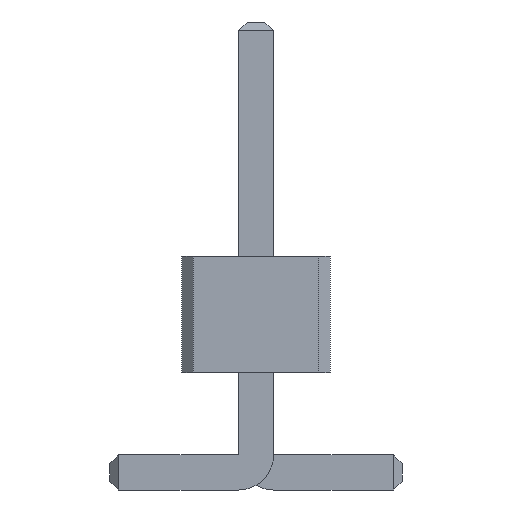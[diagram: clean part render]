
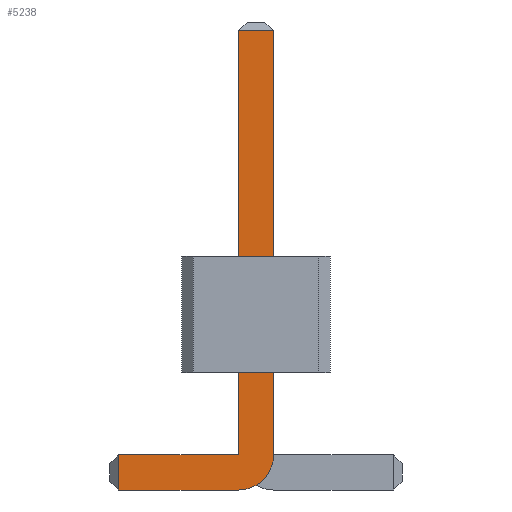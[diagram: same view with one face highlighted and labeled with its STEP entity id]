
A CAD part, front view. The second image highlights one B-rep face of the part: STEP entity #5238.
In plain terms, the highlighted planar face has unit normal (0, -1, 0).
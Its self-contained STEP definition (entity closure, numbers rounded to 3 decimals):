
#56=DIRECTION('',(0.,-1.,0.));
#67=DIRECTION('',(1.,0.,0.));
#1124=VECTOR('',#67,1.);
#1177=DIRECTION('',(-1.,0.,0.));
#2231=VECTOR('',#1177,1.);
#2399=DIRECTION('',(0.,0.,-1.));
#2418=VECTOR('',#2399,1.);
#5069=VECTOR('',#5070,1.);
#5070=DIRECTION('',(0.,0.,1.));
#5092=DIRECTION('',(-0.,-1.,-0.));
#5099=VERTEX_POINT('',#5100);
#5100=CARTESIAN_POINT('',(-1.175,-9.15,0.));
#5103=ORIENTED_EDGE('',*,*,#5104,.T.);
#5104=EDGE_CURVE('',#5099,#5105,#5107,.T.);
#5105=VERTEX_POINT('',#5106);
#5106=CARTESIAN_POINT('',(-0.15,-9.15,0.));
#5107=LINE('',#5108,#1124);
#5108=CARTESIAN_POINT('',(-1.25,-9.15,0.));
#5140=VERTEX_POINT('',#5141);
#5141=CARTESIAN_POINT('',(0.15,-9.15,0.3));
#5144=EDGE_CURVE('',#5105,#5140,#5145,.T.);
#5145=CIRCLE('',#5146,0.3);
#5146=AXIS2_PLACEMENT_3D('',#5147,#56,#2399);
#5147=CARTESIAN_POINT('',(-0.15,-9.15,0.3));
#5155=VERTEX_POINT('',#5147);
#5157=ORIENTED_EDGE('',*,*,#5158,.T.);
#5158=EDGE_CURVE('',#5155,#5159,#5161,.T.);
#5159=VERTEX_POINT('',#5160);
#5160=CARTESIAN_POINT('',(-1.175,-9.15,0.3));
#5161=LINE('',#5147,#2231);
#5171=ORIENTED_EDGE('',*,*,#5172,.T.);
#5172=EDGE_CURVE('',#5140,#5173,#5175,.T.);
#5173=VERTEX_POINT('',#5174);
#5174=CARTESIAN_POINT('',(0.15,-9.15,3.925));
#5175=LINE('',#5176,#5069);
#5176=CARTESIAN_POINT('',(0.15,-9.15,0.));
#5189=VERTEX_POINT('',#5190);
#5190=CARTESIAN_POINT('',(-0.15,-9.15,3.925));
#5192=ORIENTED_EDGE('',*,*,#5193,.T.);
#5193=EDGE_CURVE('',#5189,#5155,#5194,.T.);
#5194=LINE('',#5195,#2418);
#5195=CARTESIAN_POINT('',(-0.15,-9.15,4.));
#5238=ADVANCED_FACE('',(#5239),#5248,.T.);
#5239=FACE_BOUND('',#5240,.T.);
#5240=EDGE_LOOP('',(#5103,#5241,#5171,#5242,#5192,#5157,#5245));
#5241=ORIENTED_EDGE('',*,*,#5144,.T.);
#5242=ORIENTED_EDGE('',*,*,#5243,.T.);
#5243=EDGE_CURVE('',#5173,#5189,#5244,.T.);
#5244=LINE('',#5174,#2231);
#5245=ORIENTED_EDGE('',*,*,#5246,.T.);
#5246=EDGE_CURVE('',#5159,#5099,#5247,.T.);
#5247=LINE('',#5160,#2418);
#5248=PLANE('',#5249);
#5249=AXIS2_PLACEMENT_3D('',#5250,#5092,#2399);
#5250=CARTESIAN_POINT('',(-0.173,-9.15,1.623));
